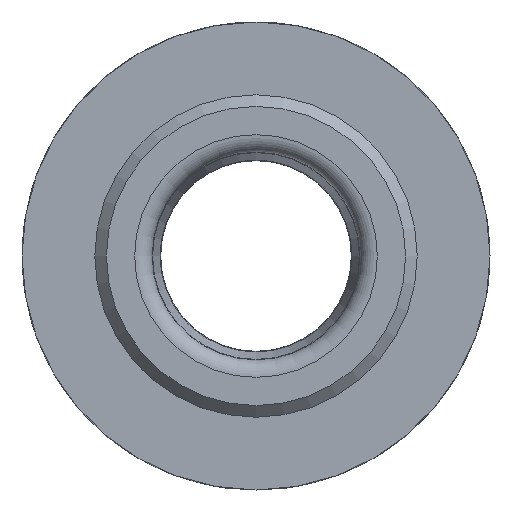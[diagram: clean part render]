
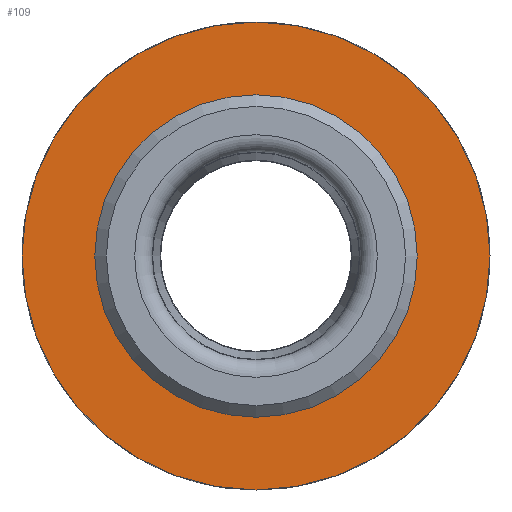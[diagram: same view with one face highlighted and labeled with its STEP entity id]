
A CAD part, left-side view. The second image highlights one B-rep face of the part: STEP entity #109.
In plain terms, the highlighted planar face has unit normal (-1, 0, 0).
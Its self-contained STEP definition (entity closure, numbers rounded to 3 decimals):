
#109 = ADVANCED_FACE( '', ( #228, #229 ), #230, .F. );
#228 = FACE_OUTER_BOUND( '', #374, .T. );
#229 = FACE_BOUND( '', #375, .T. );
#230 = PLANE( '', #376 );
#374 = EDGE_LOOP( '', ( #634 ) );
#375 = EDGE_LOOP( '', ( #635 ) );
#376 = AXIS2_PLACEMENT_3D( '', #636, #637, #638 );
#634 = ORIENTED_EDGE( '', *, *, #899, .F. );
#635 = ORIENTED_EDGE( '', *, *, #898, .T. );
#636 = CARTESIAN_POINT( '', ( 12., 9.05, 0. ) );
#637 = DIRECTION( '', ( 1., 0., 0. ) );
#638 = DIRECTION( '', ( 0., 0., -1. ) );
#898 = EDGE_CURVE( '', #1081, #1081, #1082, .T. );
#899 = EDGE_CURVE( '', #1083, #1083, #1084, .T. );
#1081 = VERTEX_POINT( '', #1416 );
#1082 = CIRCLE( '', #1417, 9.05 );
#1083 = VERTEX_POINT( '', #1418 );
#1084 = CIRCLE( '', #1419, 13.5 );
#1416 = CARTESIAN_POINT( '', ( 12., 0., -9.05 ) );
#1417 = AXIS2_PLACEMENT_3D( '', #1637, #1638, #1639 );
#1418 = CARTESIAN_POINT( '', ( 12., 0., -13.5 ) );
#1419 = AXIS2_PLACEMENT_3D( '', #1640, #1641, #1642 );
#1637 = CARTESIAN_POINT( '', ( 12., 0., 0. ) );
#1638 = DIRECTION( '', ( 1., 0., 0. ) );
#1639 = DIRECTION( '', ( 0., 0., -1. ) );
#1640 = CARTESIAN_POINT( '', ( 12., 0., 0. ) );
#1641 = DIRECTION( '', ( 1., 0., 0. ) );
#1642 = DIRECTION( '', ( 0., 0., -1. ) );
